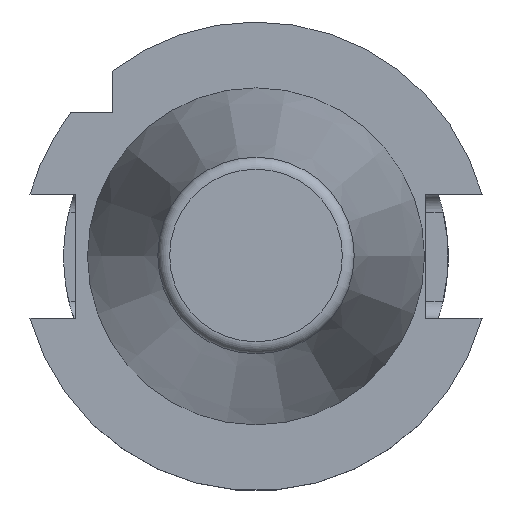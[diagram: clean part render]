
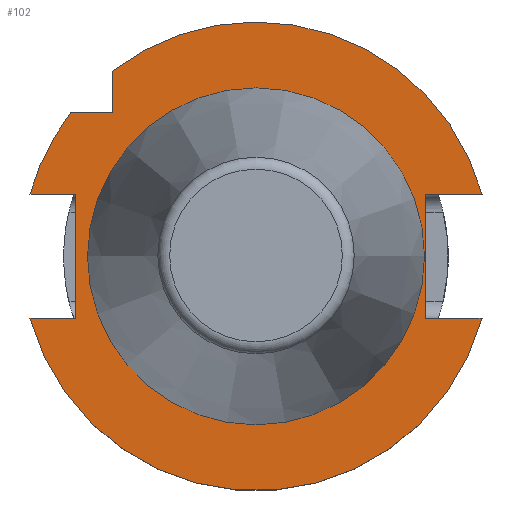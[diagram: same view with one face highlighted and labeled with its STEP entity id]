
A CAD part, top view. The second image highlights one B-rep face of the part: STEP entity #102.
In plain terms, the highlighted planar face has unit normal (0, 0, 1).
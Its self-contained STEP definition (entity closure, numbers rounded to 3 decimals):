
#61=FACE_BOUND('',#211,.T.);
#62=FACE_BOUND('',#212,.T.);
#102=ADVANCED_FACE('CU_FL_SU_5',(#61,#62),#146,.F.);
#146=PLANE('',#901);
#211=EDGE_LOOP('',(#407,#408,#409,#410,#411,#412,#413,#414,#415,#416,#417));
#212=EDGE_LOOP('',(#418));
#275=LINE('',#1281,#334);
#276=LINE('',#1284,#335);
#277=LINE('',#1285,#336);
#278=LINE('',#1287,#337);
#279=LINE('',#1289,#338);
#280=LINE('',#1290,#339);
#281=LINE('',#1292,#340);
#282=LINE('',#1293,#341);
#334=VECTOR('',#1031,1.);
#335=VECTOR('',#1032,1.);
#336=VECTOR('',#1033,1.);
#337=VECTOR('',#1034,1.);
#338=VECTOR('',#1035,1.);
#339=VECTOR('',#1036,1.);
#340=VECTOR('',#1037,1.);
#341=VECTOR('',#1038,1.);
#407=ORIENTED_EDGE('',*,*,#717,.F.);
#408=ORIENTED_EDGE('',*,*,#718,.T.);
#409=ORIENTED_EDGE('',*,*,#705,.F.);
#410=ORIENTED_EDGE('',*,*,#719,.F.);
#411=ORIENTED_EDGE('',*,*,#720,.T.);
#412=ORIENTED_EDGE('',*,*,#721,.T.);
#413=ORIENTED_EDGE('',*,*,#709,.T.);
#414=ORIENTED_EDGE('',*,*,#722,.T.);
#415=ORIENTED_EDGE('',*,*,#723,.F.);
#416=ORIENTED_EDGE('',*,*,#713,.F.);
#417=ORIENTED_EDGE('',*,*,#724,.F.);
#418=ORIENTED_EDGE('',*,*,#725,.T.);
#624=VERTEX_POINT('',#1250);
#626=VERTEX_POINT('',#1254);
#627=VERTEX_POINT('',#1258);
#630=VERTEX_POINT('',#1263);
#632=VERTEX_POINT('',#1268);
#634=VERTEX_POINT('',#1272);
#637=VERTEX_POINT('',#1282);
#638=VERTEX_POINT('',#1283);
#639=VERTEX_POINT('',#1286);
#640=VERTEX_POINT('',#1288);
#641=VERTEX_POINT('',#1291);
#642=VERTEX_POINT('',#1295);
#705=EDGE_CURVE('',#626,#624,#813,.T.);
#709=EDGE_CURVE('',#627,#630,#815,.T.);
#713=EDGE_CURVE('',#634,#632,#817,.T.);
#717=EDGE_CURVE('',#637,#638,#275,.T.);
#718=EDGE_CURVE('',#637,#624,#276,.T.);
#719=EDGE_CURVE('',#639,#626,#277,.T.);
#720=EDGE_CURVE('',#639,#640,#278,.T.);
#721=EDGE_CURVE('',#640,#627,#279,.T.);
#722=EDGE_CURVE('',#630,#641,#280,.T.);
#723=EDGE_CURVE('',#632,#641,#281,.T.);
#724=EDGE_CURVE('',#638,#634,#282,.T.);
#725=EDGE_CURVE('',#642,#642,#819,.T.);
#813=CIRCLE('',#890,48.725);
#815=CIRCLE('',#893,48.725);
#817=CIRCLE('',#896,48.725);
#819=CIRCLE('',#900,34.7);
#890=AXIS2_PLACEMENT_3D('',#1255,#1005,#1006);
#893=AXIS2_PLACEMENT_3D('',#1264,#1013,#1014);
#896=AXIS2_PLACEMENT_3D('',#1273,#1021,#1022);
#900=AXIS2_PLACEMENT_3D('',#1294,#1039,#1040);
#901=AXIS2_PLACEMENT_3D('',#1296,#1041,#1042);
#1005=DIRECTION('',(0.,0.,-1.));
#1006=DIRECTION('',(-1.,0.,0.));
#1013=DIRECTION('',(0.,0.,1.));
#1014=DIRECTION('',(-1.,0.,0.));
#1021=DIRECTION('',(0.,0.,-1.));
#1022=DIRECTION('',(-1.,0.,0.));
#1031=DIRECTION('',(0.,1.,0.));
#1032=DIRECTION('',(-1.,0.,0.));
#1033=DIRECTION('',(1.,0.,0.));
#1034=DIRECTION('',(0.,1.,0.));
#1035=DIRECTION('',(1.,0.,0.));
#1036=DIRECTION('',(0.,-1.,0.));
#1037=DIRECTION('',(1.,0.,0.));
#1038=DIRECTION('',(-1.,0.,0.));
#1039=DIRECTION('',(0.,0.,-1.));
#1040=DIRECTION('',(-1.,0.,0.));
#1041=DIRECTION('',(0.,0.,-1.));
#1042=DIRECTION('',(-1.,0.,0.));
#1250=CARTESIAN_POINT('',(-46.986,-12.903,-3.2));
#1254=CARTESIAN_POINT('',(46.986,-12.903,-3.2));
#1255=CARTESIAN_POINT('',(0.,0.,-3.2));
#1258=CARTESIAN_POINT('',(46.986,12.903,-3.2));
#1263=CARTESIAN_POINT('',(-29.85,38.511,-3.2));
#1264=CARTESIAN_POINT('',(0.,0.,-3.2));
#1268=CARTESIAN_POINT('',(-38.511,29.85,-3.2));
#1272=CARTESIAN_POINT('',(-46.986,12.903,-3.2));
#1273=CARTESIAN_POINT('',(0.,0.,-3.2));
#1281=CARTESIAN_POINT('',(-37.5,34.7,-3.2));
#1282=CARTESIAN_POINT('',(-37.5,-12.903,-3.2));
#1283=CARTESIAN_POINT('',(-37.5,12.903,-3.2));
#1284=CARTESIAN_POINT('',(-58.725,-12.903,-3.2));
#1285=CARTESIAN_POINT('',(0.,-12.903,-3.2));
#1286=CARTESIAN_POINT('',(35.3,-12.903,-3.2));
#1287=CARTESIAN_POINT('',(35.3,34.7,-3.2));
#1288=CARTESIAN_POINT('',(35.3,12.903,-3.2));
#1289=CARTESIAN_POINT('',(58.725,12.903,-3.2));
#1290=CARTESIAN_POINT('',(-29.85,34.7,-3.2));
#1291=CARTESIAN_POINT('',(-29.85,29.85,-3.2));
#1292=CARTESIAN_POINT('',(0.,29.85,-3.2));
#1293=CARTESIAN_POINT('',(0.,12.903,-3.2));
#1294=CARTESIAN_POINT('',(0.,0.,-3.2));
#1295=CARTESIAN_POINT('',(-34.7,0.,-3.2));
#1296=CARTESIAN_POINT('',(0.,34.7,-3.2));
